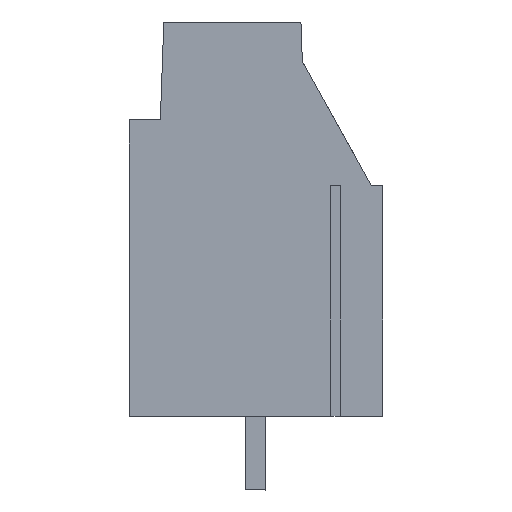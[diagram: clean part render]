
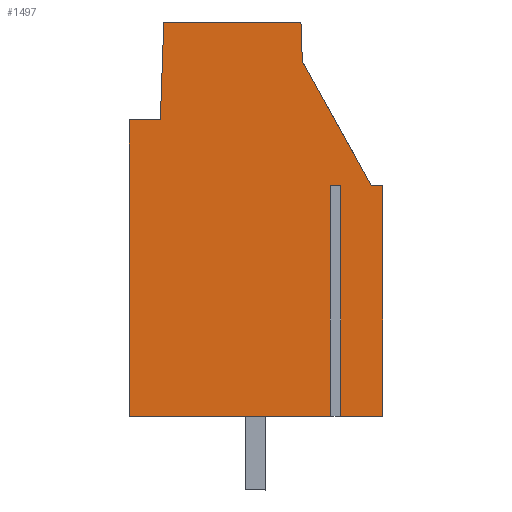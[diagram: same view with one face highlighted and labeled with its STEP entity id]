
A CAD part, left-side view. The second image highlights one B-rep face of the part: STEP entity #1497.
In plain terms, the highlighted planar face has unit normal (-1, 0, 0).
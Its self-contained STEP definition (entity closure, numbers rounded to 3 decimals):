
#1407=AXIS2_PLACEMENT_3D('Plane Axis2P3D',#1404,#1405,#1406) ;
#939=CARTESIAN_POINT('Line Origine',(0.,6.638,3.2)) ;
#943=CARTESIAN_POINT('Vertex',(0.,11.,3.2)) ;
#945=CARTESIAN_POINT('Vertex',(0.,2.275,3.2)) ;
#1022=CARTESIAN_POINT('Vertex',(0.,0.,3.2)) ;
#1025=CARTESIAN_POINT('Line Origine',(0.,0.912,3.2)) ;
#1029=CARTESIAN_POINT('Vertex',(0.,1.825,3.2)) ;
#1404=CARTESIAN_POINT('Axis2P3D Location',(0.,11.,0.)) ;
#1409=CARTESIAN_POINT('Line Origine',(0.,0.,8.2)) ;
#1413=CARTESIAN_POINT('Vertex',(0.,0.,13.2)) ;
#1416=CARTESIAN_POINT('Line Origine',(0.,0.25,13.2)) ;
#1420=CARTESIAN_POINT('Vertex',(0.,0.5,13.2)) ;
#1423=CARTESIAN_POINT('Line Origine',(0.,1.995,15.896)) ;
#1427=CARTESIAN_POINT('Vertex',(0.,3.49,18.592)) ;
#1430=CARTESIAN_POINT('Line Origine',(0.,3.52,19.446)) ;
#1434=CARTESIAN_POINT('Vertex',(0.,3.55,20.3)) ;
#1437=CARTESIAN_POINT('Line Origine',(0.,6.525,20.3)) ;
#1441=CARTESIAN_POINT('Vertex',(0.,9.5,20.3)) ;
#1444=CARTESIAN_POINT('Line Origine',(0.,9.574,18.175)) ;
#1448=CARTESIAN_POINT('Vertex',(0.,9.648,16.05)) ;
#1451=CARTESIAN_POINT('Line Origine',(0.,10.324,16.05)) ;
#1455=CARTESIAN_POINT('Vertex',(0.,11.,16.05)) ;
#1458=CARTESIAN_POINT('Line Origine',(0.,11.,9.625)) ;
#1463=CARTESIAN_POINT('Line Origine',(0.,2.275,8.2)) ;
#1467=CARTESIAN_POINT('Vertex',(0.,2.275,13.2)) ;
#1470=CARTESIAN_POINT('Line Origine',(0.,2.05,13.2)) ;
#1474=CARTESIAN_POINT('Vertex',(0.,1.825,13.2)) ;
#1477=CARTESIAN_POINT('Line Origine',(0.,1.825,8.2)) ;
#940=DIRECTION('Vector Direction',(0.,1.,0.)) ;
#1026=DIRECTION('Vector Direction',(0.,1.,0.)) ;
#1405=DIRECTION('Axis2P3D Direction',(-1.,0.,0.)) ;
#1406=DIRECTION('Axis2P3D XDirection',(0.,-1.,0.)) ;
#1410=DIRECTION('Vector Direction',(0.,0.,-1.)) ;
#1417=DIRECTION('Vector Direction',(0.,-1.,0.)) ;
#1424=DIRECTION('Vector Direction',(0.,-0.485,-0.875)) ;
#1431=DIRECTION('Vector Direction',(0.,0.035,0.999)) ;
#1438=DIRECTION('Vector Direction',(0.,-1.,0.)) ;
#1445=DIRECTION('Vector Direction',(0.,0.035,-0.999)) ;
#1452=DIRECTION('Vector Direction',(0.,-1.,0.)) ;
#1459=DIRECTION('Vector Direction',(0.,0.,1.)) ;
#1464=DIRECTION('Vector Direction',(0.,0.,1.)) ;
#1471=DIRECTION('Vector Direction',(0.,-1.,0.)) ;
#1478=DIRECTION('Vector Direction',(0.,0.,1.)) ;
#941=VECTOR('Line Direction',#940,1.) ;
#1027=VECTOR('Line Direction',#1026,1.) ;
#1411=VECTOR('Line Direction',#1410,1.) ;
#1418=VECTOR('Line Direction',#1417,1.) ;
#1425=VECTOR('Line Direction',#1424,1.) ;
#1432=VECTOR('Line Direction',#1431,1.) ;
#1439=VECTOR('Line Direction',#1438,1.) ;
#1446=VECTOR('Line Direction',#1445,1.) ;
#1453=VECTOR('Line Direction',#1452,1.) ;
#1460=VECTOR('Line Direction',#1459,1.) ;
#1465=VECTOR('Line Direction',#1464,1.) ;
#1472=VECTOR('Line Direction',#1471,1.) ;
#1479=VECTOR('Line Direction',#1478,1.) ;
#1483=ORIENTED_EDGE('',*,*,#1031,.T.) ;
#1484=ORIENTED_EDGE('',*,*,#1415,.T.) ;
#1485=ORIENTED_EDGE('',*,*,#1422,.T.) ;
#1486=ORIENTED_EDGE('',*,*,#1429,.T.) ;
#1487=ORIENTED_EDGE('',*,*,#1436,.T.) ;
#1488=ORIENTED_EDGE('',*,*,#1443,.T.) ;
#1489=ORIENTED_EDGE('',*,*,#1450,.T.) ;
#1490=ORIENTED_EDGE('',*,*,#1457,.T.) ;
#1491=ORIENTED_EDGE('',*,*,#1462,.T.) ;
#1492=ORIENTED_EDGE('',*,*,#947,.T.) ;
#1493=ORIENTED_EDGE('',*,*,#1469,.T.) ;
#1494=ORIENTED_EDGE('',*,*,#1476,.F.) ;
#1495=ORIENTED_EDGE('',*,*,#1481,.F.) ;
#1497=ADVANCED_FACE('KLSC M3x6.3.1',(#1496),#1408,.T.) ;
#947=EDGE_CURVE('',#944,#946,#942,.F.) ;
#1031=EDGE_CURVE('',#1030,#1023,#1028,.F.) ;
#1415=EDGE_CURVE('',#1023,#1414,#1412,.F.) ;
#1422=EDGE_CURVE('',#1414,#1421,#1419,.F.) ;
#1429=EDGE_CURVE('',#1421,#1428,#1426,.F.) ;
#1436=EDGE_CURVE('',#1428,#1435,#1433,.T.) ;
#1443=EDGE_CURVE('',#1435,#1442,#1440,.F.) ;
#1450=EDGE_CURVE('',#1442,#1449,#1447,.T.) ;
#1457=EDGE_CURVE('',#1449,#1456,#1454,.F.) ;
#1462=EDGE_CURVE('',#1456,#944,#1461,.F.) ;
#1469=EDGE_CURVE('',#946,#1468,#1466,.T.) ;
#1476=EDGE_CURVE('',#1475,#1468,#1473,.F.) ;
#1481=EDGE_CURVE('',#1030,#1475,#1480,.T.) ;
#1482=EDGE_LOOP('',(#1483,#1484,#1485,#1486,#1487,#1488,#1489,#1490,#1491,#1492,#1493,#1494,#1495)) ;
#1496=FACE_OUTER_BOUND('',#1482,.T.) ;
#942=LINE('Line',#939,#941) ;
#1028=LINE('Line',#1025,#1027) ;
#1412=LINE('Line',#1409,#1411) ;
#1419=LINE('Line',#1416,#1418) ;
#1426=LINE('Line',#1423,#1425) ;
#1433=LINE('Line',#1430,#1432) ;
#1440=LINE('Line',#1437,#1439) ;
#1447=LINE('Line',#1444,#1446) ;
#1454=LINE('Line',#1451,#1453) ;
#1461=LINE('Line',#1458,#1460) ;
#1466=LINE('Line',#1463,#1465) ;
#1473=LINE('Line',#1470,#1472) ;
#1480=LINE('Line',#1477,#1479) ;
#1408=PLANE('',#1407) ;
#944=VERTEX_POINT('',#943) ;
#946=VERTEX_POINT('',#945) ;
#1023=VERTEX_POINT('',#1022) ;
#1030=VERTEX_POINT('',#1029) ;
#1414=VERTEX_POINT('',#1413) ;
#1421=VERTEX_POINT('',#1420) ;
#1428=VERTEX_POINT('',#1427) ;
#1435=VERTEX_POINT('',#1434) ;
#1442=VERTEX_POINT('',#1441) ;
#1449=VERTEX_POINT('',#1448) ;
#1456=VERTEX_POINT('',#1455) ;
#1468=VERTEX_POINT('',#1467) ;
#1475=VERTEX_POINT('',#1474) ;
